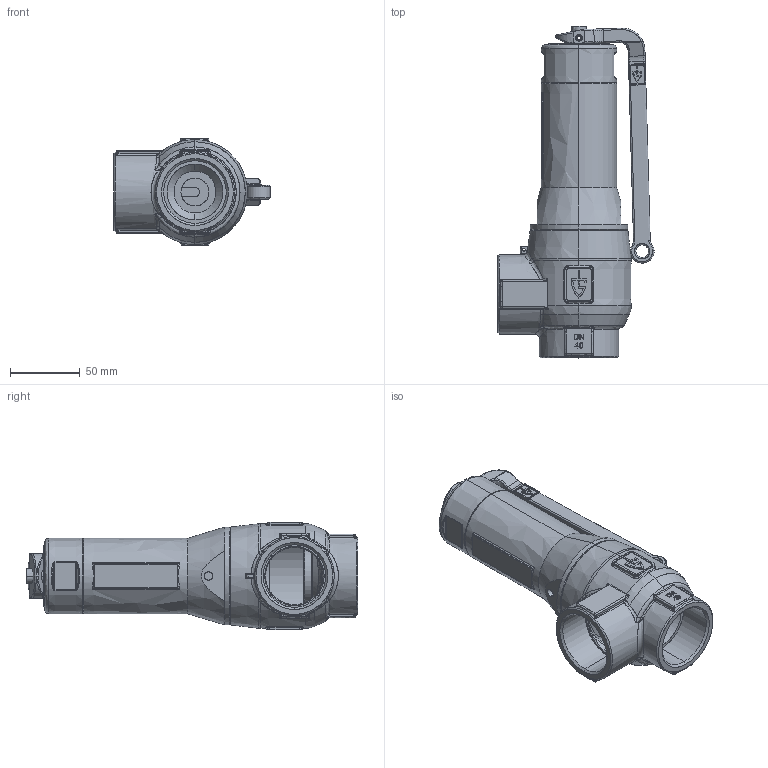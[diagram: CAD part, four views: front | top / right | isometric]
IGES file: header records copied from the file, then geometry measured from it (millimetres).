
Start section: SolidWorks IGES file using analytic representation for surfaces
Global section: file name: 642mGFL40_f-f_40-40 PTFE.IGS; native system: SolidWorks 2018; preprocessor: SolidWorks 2018; author: Hildenbrand; date: 190211.131256; units: millimetre
Bounding box: 111.77 x 237.7 x 77.01 mm (x, y, z)
Surface area: 125005.5 mm2 (no closed solid volume)
Topology: 0 solids, 0 shells, 996 faces, 12002 edges, 11973 vertices
Faces by surface type: bspline 653, revolution 343
